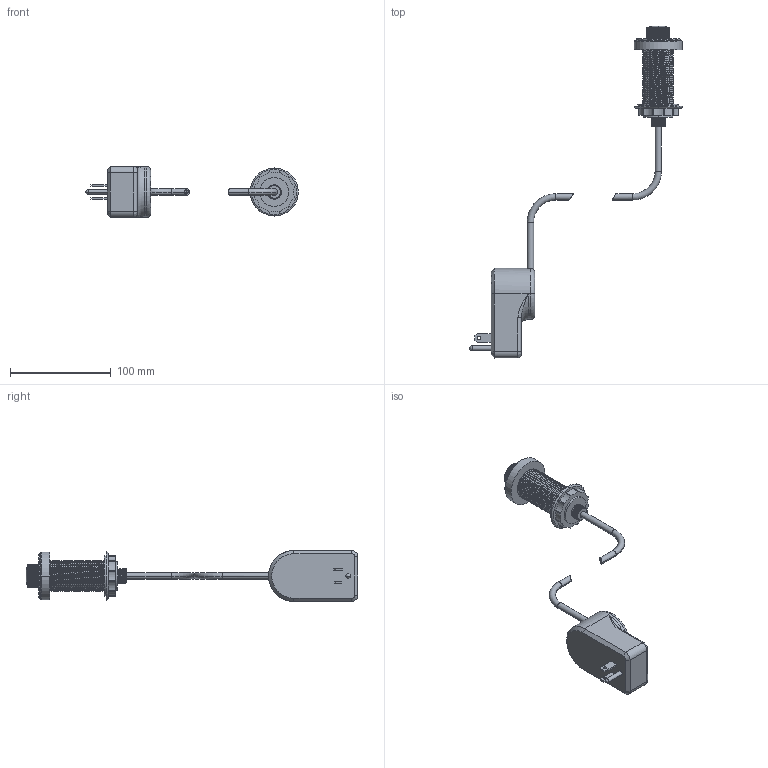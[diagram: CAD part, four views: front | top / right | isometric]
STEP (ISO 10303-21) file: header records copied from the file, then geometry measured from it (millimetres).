
FILE_DESCRIPTION((''),'2;1');
FILE_NAME('3290-5811','2021-10-05T11:10:31',('rsmith'),(''),'CREO PARAMETRIC BY PTC INC, 2018400','CREO PARAMETRIC BY PTC INC, 2018400','');
FILE_SCHEMA(('AUTOMOTIVE_DESIGN { 1 0 10303 214 1 1 1 1 }'));
Products named in the file (1): 3290-5811
Bounding box: 211.15 x 329.79 x 50.55 mm (x, y, z)
Volume: 232496.7 mm3; surface area: 45086.5 mm2
Topology: 3 solids, 4 shells, 2976 faces, 6492 edges, 3551 vertices
Faces by surface type: bspline 2037, cylinder 651, plane 255, torus 21, cone 8, sphere 4
Entity records: 183621 total; most frequent: CARTESIAN_POINT 83825, ORIENTED_EDGE 12972, PRESENTATION_STYLE_ASSIGNMENT 9449, STYLED_ITEM 6489, CURVE_STYLE 6486, EDGE_CURVE 6486, FILL_AREA_STYLE_COLOUR 5469, FILL_AREA_STYLE 5469
